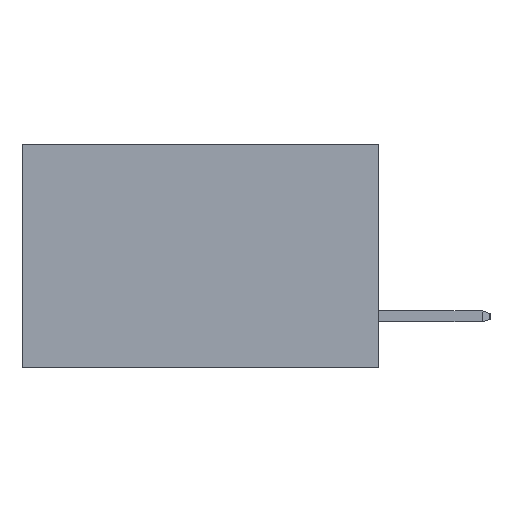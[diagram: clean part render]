
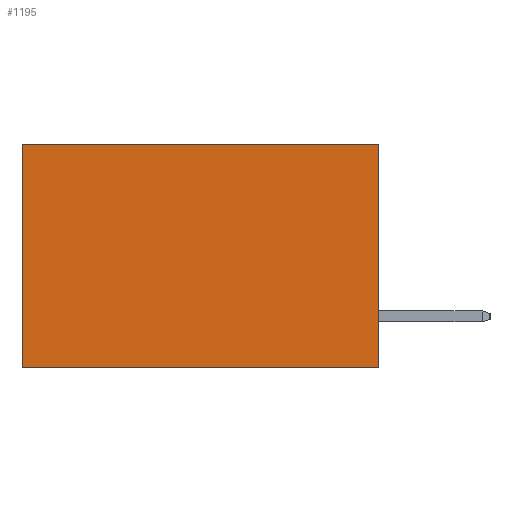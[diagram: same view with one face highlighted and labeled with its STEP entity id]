
A CAD part, left-side view. The second image highlights one B-rep face of the part: STEP entity #1195.
In plain terms, the highlighted planar face has unit normal (-1, 0, 0).
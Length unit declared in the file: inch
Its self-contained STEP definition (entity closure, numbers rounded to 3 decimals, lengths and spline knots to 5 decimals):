
#28 = AXIS2_PLACEMENT_3D ( 'NONE', #4858, #8460, #7643 ) ;
#87 = EDGE_LOOP ( 'NONE', ( #8432, #206, #4374, #9495 ) ) ;
#206 = ORIENTED_EDGE ( 'NONE', *, *, #7663, .F. ) ;
#402 = VECTOR ( 'NONE', #1500, 39.37008 ) ;
#900 = PLANE ( 'NONE',  #28 ) ;
#1195 = ADVANCED_FACE ( 'NONE', ( #11030 ), #900, .F. ) ;
#1414 = VERTEX_POINT ( 'NONE', #11110 ) ;
#1445 = VERTEX_POINT ( 'NONE', #6732 ) ;
#1500 = DIRECTION ( 'NONE',  ( 0., 1., 0. ) ) ;
#1965 = CARTESIAN_POINT ( 'NONE',  ( 0.277, 0., -0.37 ) ) ;
#2196 = DIRECTION ( 'NONE',  ( 0., 0., -1. ) ) ;
#3094 = VERTEX_POINT ( 'NONE', #3588 ) ;
#3588 = CARTESIAN_POINT ( 'NONE',  ( 0.277, 0.59, -0.37 ) ) ;
#3646 = LINE ( 'NONE', #7037, #6214 ) ;
#3939 = EDGE_CURVE ( 'NONE', #8635, #1445, #10148, .T. ) ;
#4374 = ORIENTED_EDGE ( 'NONE', *, *, #3939, .F. ) ;
#4858 = CARTESIAN_POINT ( 'NONE',  ( 0.277, 0., -0.37 ) ) ;
#5885 = CARTESIAN_POINT ( 'NONE',  ( 0.277, 0., 0. ) ) ;
#6214 = VECTOR ( 'NONE', #7023, 39.37008 ) ;
#6732 = CARTESIAN_POINT ( 'NONE',  ( 0.277, 0., -0.37 ) ) ;
#7015 = LINE ( 'NONE', #10408, #9281 ) ;
#7023 = DIRECTION ( 'NONE',  ( 0., 1., 0. ) ) ;
#7037 = CARTESIAN_POINT ( 'NONE',  ( 0.277, 0., -0.37 ) ) ;
#7602 = VECTOR ( 'NONE', #2196, 39.37008 ) ;
#7643 = DIRECTION ( 'NONE',  ( 0., 0., -1. ) ) ;
#7663 = EDGE_CURVE ( 'NONE', #1445, #3094, #3646, .T. ) ;
#8432 = ORIENTED_EDGE ( 'NONE', *, *, #8803, .T. ) ;
#8460 = DIRECTION ( 'NONE',  ( 1., 0., 0. ) ) ;
#8635 = VERTEX_POINT ( 'NONE', #5885 ) ;
#8803 = EDGE_CURVE ( 'NONE', #1414, #3094, #7015, .T. ) ;
#9281 = VECTOR ( 'NONE', #10386, 39.37008 ) ;
#9495 = ORIENTED_EDGE ( 'NONE', *, *, #11186, .T. ) ;
#9964 = LINE ( 'NONE', #11540, #402 ) ;
#10148 = LINE ( 'NONE', #1965, #7602 ) ;
#10386 = DIRECTION ( 'NONE',  ( 0., 0., -1. ) ) ;
#10408 = CARTESIAN_POINT ( 'NONE',  ( 0.277, 0.59, -0.37 ) ) ;
#11030 = FACE_OUTER_BOUND ( 'NONE', #87, .T. ) ;
#11110 = CARTESIAN_POINT ( 'NONE',  ( 0.277, 0.59, 0. ) ) ;
#11186 = EDGE_CURVE ( 'NONE', #8635, #1414, #9964, .T. ) ;
#11540 = CARTESIAN_POINT ( 'NONE',  ( 0.277, 0., 0. ) ) ;
